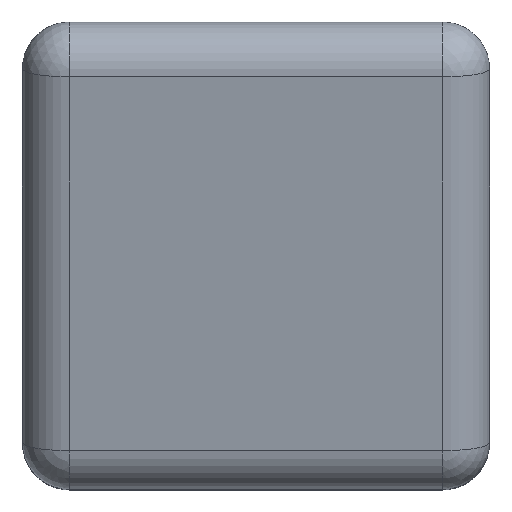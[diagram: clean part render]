
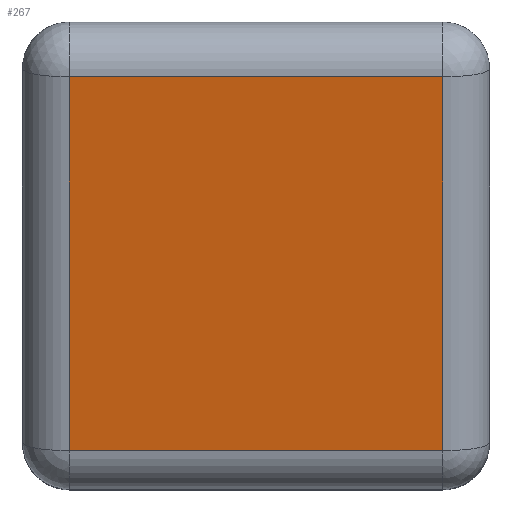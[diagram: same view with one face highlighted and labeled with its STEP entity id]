
A CAD part, top view. The second image highlights one B-rep face of the part: STEP entity #267.
In plain terms, the highlighted planar face has unit normal (0, -0.174, 0.985).
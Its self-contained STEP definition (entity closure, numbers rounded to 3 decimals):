
#17=PLANE('',#303);
#27=LINE('',#438,#47);
#31=LINE('',#454,#51);
#33=LINE('',#457,#53);
#35=LINE('',#460,#55);
#47=VECTOR('',#353,10.);
#51=VECTOR('',#371,10.);
#53=VECTOR('',#375,10.);
#55=VECTOR('',#379,10.);
#83=FACE_OUTER_BOUND('',#101,.T.);
#101=EDGE_LOOP('',(#229,#230,#231,#232));
#122=VERTEX_POINT('',#400);
#127=VERTEX_POINT('',#413);
#132=VERTEX_POINT('',#426);
#137=VERTEX_POINT('',#442);
#159=EDGE_CURVE('',#122,#132,#27,.T.);
#167=EDGE_CURVE('',#132,#137,#31,.T.);
#169=EDGE_CURVE('',#137,#127,#33,.T.);
#171=EDGE_CURVE('',#127,#122,#35,.T.);
#229=ORIENTED_EDGE('',*,*,#159,.F.);
#230=ORIENTED_EDGE('',*,*,#171,.F.);
#231=ORIENTED_EDGE('',*,*,#169,.F.);
#232=ORIENTED_EDGE('',*,*,#167,.F.);
#267=ADVANCED_FACE('',(#83),#17,.T.);
#303=AXIS2_PLACEMENT_3D('',#466,#387,#388);
#353=DIRECTION('',(0.,0.985,0.174));
#371=DIRECTION('',(1.,0.,0.));
#375=DIRECTION('',(0.,-0.985,-0.174));
#379=DIRECTION('',(-1.,0.,0.));
#387=DIRECTION('center_axis',(0.,-0.174,0.985));
#388=DIRECTION('ref_axis',(1.,0.,0.));
#400=CARTESIAN_POINT('',(-4.,-4.174,12.264));
#413=CARTESIAN_POINT('',(4.,-4.174,12.264));
#426=CARTESIAN_POINT('',(-4.,3.826,13.675));
#438=CARTESIAN_POINT('',(-4.,1.57,13.277));
#442=CARTESIAN_POINT('',(4.,3.826,13.675));
#454=CARTESIAN_POINT('',(2.5,3.826,13.675));
#457=CARTESIAN_POINT('',(4.,-3.28,12.422));
#460=CARTESIAN_POINT('',(-2.5,-4.174,12.264));
#466=CARTESIAN_POINT('Origin',(0.,0.,13.));
